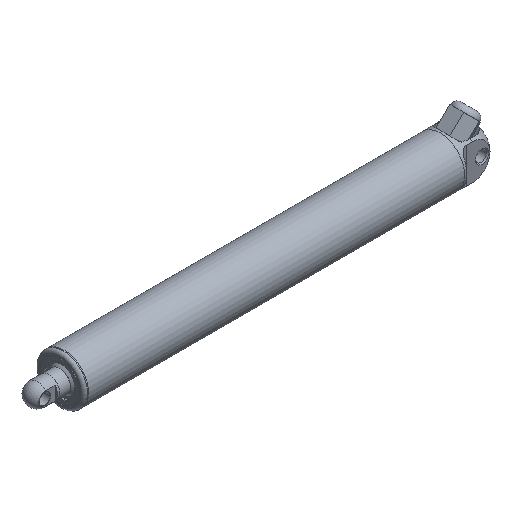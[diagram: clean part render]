
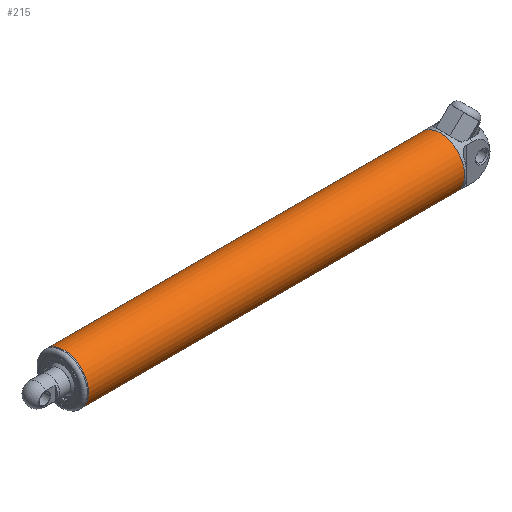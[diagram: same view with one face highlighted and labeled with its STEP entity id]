
A CAD part, isometric view. The second image highlights one B-rep face of the part: STEP entity #215.
In plain terms, the highlighted cylindrical face has radius 11.43 mm (diameter 22.86 mm), a full revolution.
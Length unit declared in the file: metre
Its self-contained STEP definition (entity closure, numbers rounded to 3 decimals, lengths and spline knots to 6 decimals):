
#215 = ADVANCED_FACE( '', ( #402, #403 ), #404, .T. );
#402 = FACE_OUTER_BOUND( '', #638, .T. );
#403 = FACE_OUTER_BOUND( '', #639, .T. );
#404 = CYLINDRICAL_SURFACE( '', #640, 0.01143 );
#638 = EDGE_LOOP( '', ( #888 ) );
#639 = EDGE_LOOP( '', ( #889 ) );
#640 = AXIS2_PLACEMENT_3D( '', #890, #891, #892 );
#888 = ORIENTED_EDGE( '', *, *, #1336, .F. );
#889 = ORIENTED_EDGE( '', *, *, #1337, .T. );
#890 = CARTESIAN_POINT( '', ( 0.0875, 0., 0. ) );
#891 = DIRECTION( '', ( 1., 0., 0. ) );
#892 = DIRECTION( '', ( 0., 0., 1. ) );
#1336 = EDGE_CURVE( '', #1523, #1523, #1524, .T. );
#1337 = EDGE_CURVE( '', #1525, #1525, #1526, .T. );
#1523 = VERTEX_POINT( '', #1781 );
#1524 = CIRCLE( '', #1782, 0.01143 );
#1525 = VERTEX_POINT( '', #1783 );
#1526 = CIRCLE( '', #1784, 0.01143 );
#1781 = CARTESIAN_POINT( '', ( 0.0875, 0., -0.01143 ) );
#1782 = AXIS2_PLACEMENT_3D( '', #2171, #2172, #2173 );
#1783 = CARTESIAN_POINT( '', ( -0.0875, 0., -0.01143 ) );
#1784 = AXIS2_PLACEMENT_3D( '', #2174, #2175, #2176 );
#2171 = CARTESIAN_POINT( '', ( 0.0875, 0., 0. ) );
#2172 = DIRECTION( '', ( 1., 0., 0. ) );
#2173 = DIRECTION( '', ( 0., 0., -1. ) );
#2174 = CARTESIAN_POINT( '', ( -0.0875, 0., 0. ) );
#2175 = DIRECTION( '', ( 1., 0., 0. ) );
#2176 = DIRECTION( '', ( 0., 0., -1. ) );
